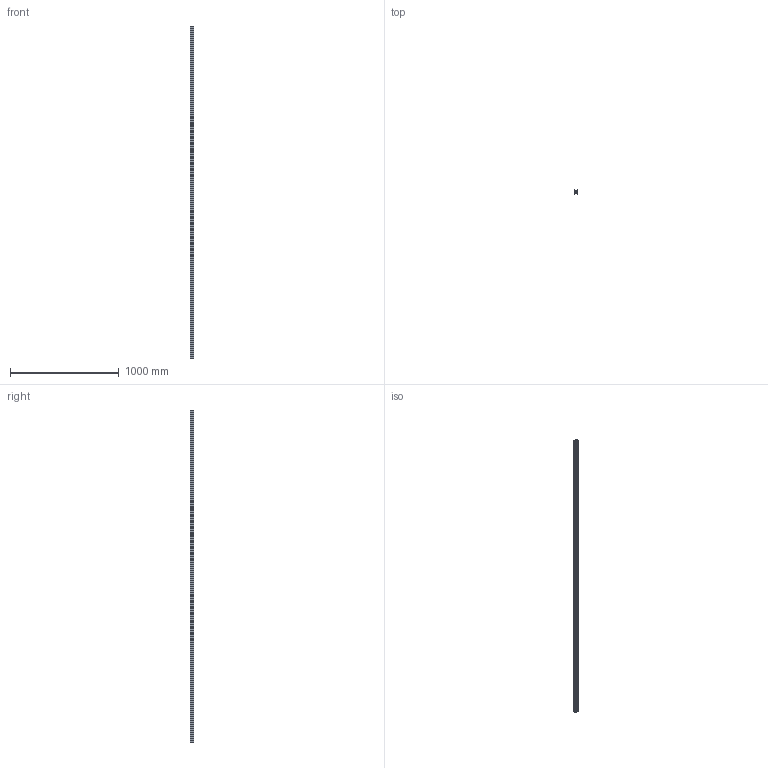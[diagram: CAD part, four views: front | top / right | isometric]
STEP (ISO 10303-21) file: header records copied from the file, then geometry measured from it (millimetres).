
FILE_DESCRIPTION(('TurboCAD Mac Pro'),'Build 980');
FILE_NAME('A4001.stp',' ',(''),(''),'ACIS Interop','IMSI','TurboCAD Mac Pro BY IMSI, INCORPORATED');
FILE_SCHEMA(('automotive_design'));
Length unit declared in the file: inch
Products named in the file (1): 1
Bounding box: 31.75 x 31.75 x 3048 mm (x, y, z)
Volume: 529677.4 mm3; surface area: 805416.4 mm2
Topology: 1 solids, 1 shells, 120 faces, 354 edges, 236 vertices
Faces by surface type: plane 60, bspline 44, cylinder 16
Entity records: 5342 total; most frequent: CARTESIAN_POINT 1347, ORIENTED_EDGE 708, DIRECTION 516, EDGE_CURVE 354, VERTEX_POINT 236, LINE 234, VECTOR 234, AXIS2_PLACEMENT_3D 141
